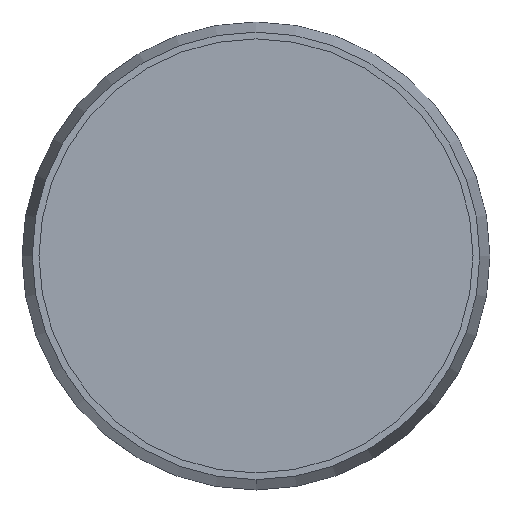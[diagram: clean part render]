
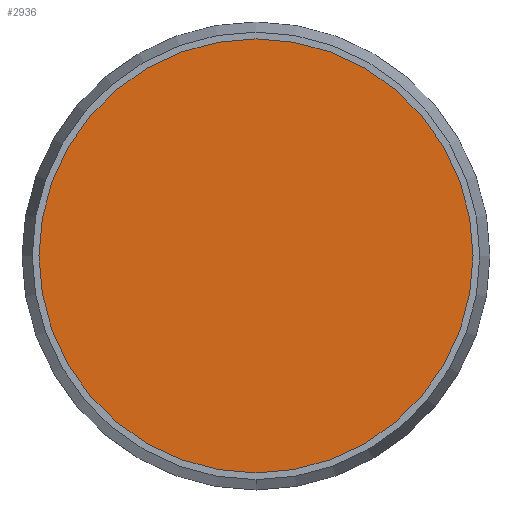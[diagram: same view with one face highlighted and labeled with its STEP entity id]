
A CAD part, top view. The second image highlights one B-rep face of the part: STEP entity #2936.
In plain terms, the highlighted planar face has unit normal (0, 0, 1).
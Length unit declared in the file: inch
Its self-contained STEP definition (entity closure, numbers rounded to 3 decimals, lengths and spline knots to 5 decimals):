
#1306=CARTESIAN_POINT('',(0.,0.,0.16427));
#1307=DIRECTION('',(0.,0.,1.));
#1308=DIRECTION('',(1.,0.,0.));
#1309=AXIS2_PLACEMENT_3D('',#1306,#1307,#1308);
#1311=CARTESIAN_POINT('',(0.,0.,0.16427));
#1312=DIRECTION('',(0.,0.,1.));
#1313=DIRECTION('',(-1.,0.,0.));
#1314=AXIS2_PLACEMENT_3D('',#1311,#1312,#1313);
#1404=CARTESIAN_POINT('',(0.62992,0.,0.16427));
#1405=CARTESIAN_POINT('',(-0.62992,0.,0.16427));
#1406=VERTEX_POINT('',#1404);
#1407=VERTEX_POINT('',#1405);
#2927=CARTESIAN_POINT('',(0.,0.,0.16427));
#2928=DIRECTION('',(0.,0.,1.));
#2929=DIRECTION('',(1.,0.,0.));
#2930=AXIS2_PLACEMENT_3D('',#2927,#2928,#2929);
#2931=PLANE('',#2930);
#2932=ORIENTED_EDGE('',*,*,#2907,.F.);
#2933=ORIENTED_EDGE('',*,*,#2921,.F.);
#2934=EDGE_LOOP('',(#2932,#2933));
#2935=FACE_OUTER_BOUND('',#2934,.F.);
#2936=ADVANCED_FACE('',(#2935),#2931,.T.);
#1310=CIRCLE('',#1309,0.62992);
#1315=CIRCLE('',#1314,0.62992);
#2907=EDGE_CURVE('',#1406,#1407,#1310,.T.);
#2921=EDGE_CURVE('',#1407,#1406,#1315,.T.);
